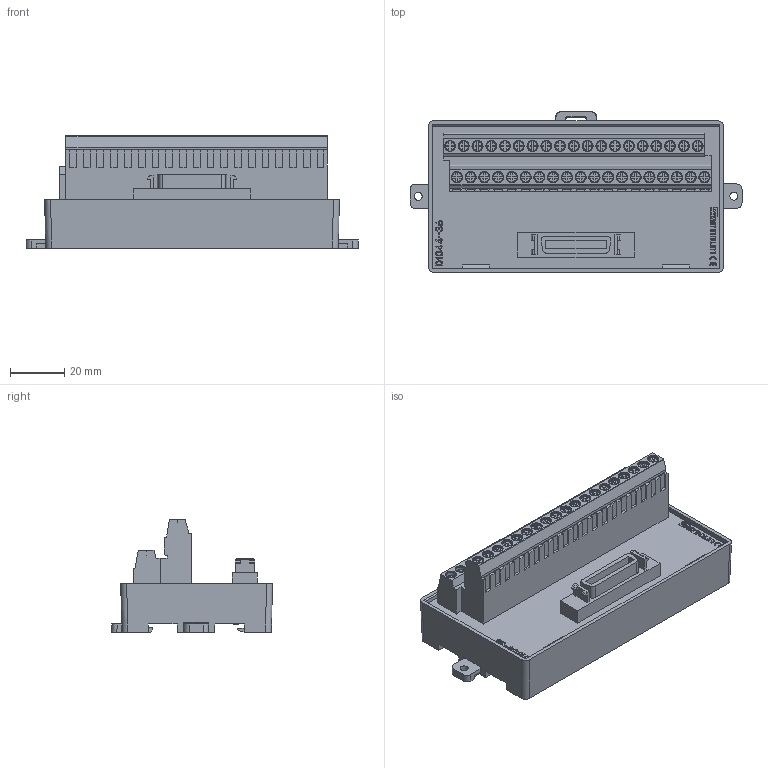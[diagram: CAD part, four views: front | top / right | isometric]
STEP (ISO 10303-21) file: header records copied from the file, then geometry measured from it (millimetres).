
FILE_DESCRIPTION(/* description */ (''),/* implementation_level */ '2;1');
FILE_NAME(/* name */ 'D1044-36-E.stp',/* time_stamp */ '2024-08-09T10:22:06+08:00',/* author */ (''),/* organization */ (''),/* preprocessor_version */ 'ST-DEVELOPER v14',/* originating_system */ 'SIEMENS PLM Software NX 8.0',/* authorisation */ '');
FILE_SCHEMA (('AUTOMOTIVE_DESIGN { 1 0 10303 214 3 1 1 1 }'));
Length unit declared in the file: millimetre
Products named in the file (1): D1044-36-E 3D_stp
Bounding box: 122.6 x 59.51 x 41.45 mm (x, y, z)
Volume: 126594.2 mm3; surface area: 31529.4 mm2
Topology: 3 solids, 3 shells, 1534 faces, 4076 edges, 2700 vertices
Faces by surface type: plane 1194, cylinder 132, torus 114, cone 80, extrusion 12, bspline 2
Full cylindrical faces by diameter (mm): 3 x2, 4.1 x38, 4.13 x38
Entity records: 49975 total; most frequent: CARTESIAN_POINT 12089, ORIENTED_EDGE 7802, DIRECTION 6914, EDGE_CURVE 3901, VECTOR 3012, LINE 3000, VERTEX_POINT 2644, AXIS2_PLACEMENT_3D 1951
